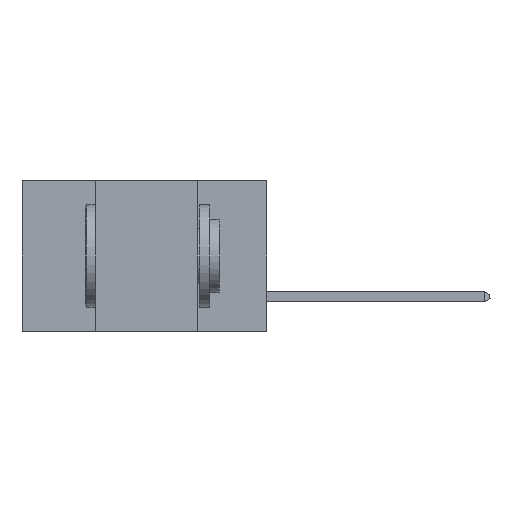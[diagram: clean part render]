
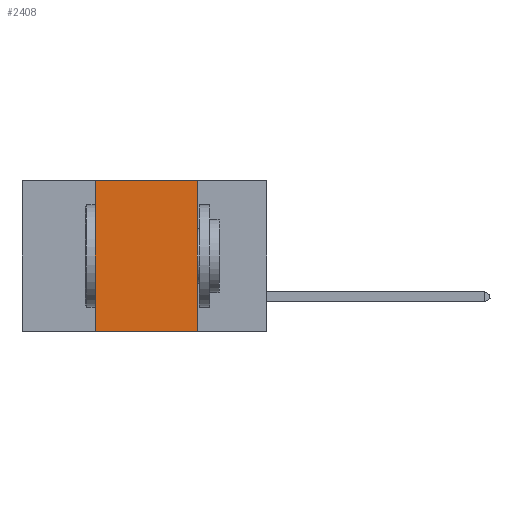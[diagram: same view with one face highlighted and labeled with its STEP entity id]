
A CAD part, left-side view. The second image highlights one B-rep face of the part: STEP entity #2408.
In plain terms, the highlighted planar face has unit normal (-1, 0, 0).
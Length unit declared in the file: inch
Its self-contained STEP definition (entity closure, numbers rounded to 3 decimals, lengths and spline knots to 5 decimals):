
#48 = EDGE_CURVE ( 'NONE', #11799, #4423, #7598, .T. ) ;
#150 = PLANE ( 'NONE',  #1054 ) ;
#393 = ORIENTED_EDGE ( 'NONE', *, *, #10974, .F. ) ;
#454 = VECTOR ( 'NONE', #5546, 39.37008 ) ;
#477 = CARTESIAN_POINT ( 'NONE',  ( 0., 0.42, -0.37 ) ) ;
#596 = ORIENTED_EDGE ( 'NONE', *, *, #48, .F. ) ;
#1054 = AXIS2_PLACEMENT_3D ( 'NONE', #11493, #6586, #7890 ) ;
#1617 = DIRECTION ( 'NONE',  ( 0., 0., -1. ) ) ;
#2366 = VERTEX_POINT ( 'NONE', #10038 ) ;
#2408 = ADVANCED_FACE ( 'NONE', ( #7208 ), #150, .F. ) ;
#2919 = CARTESIAN_POINT ( 'NONE',  ( 0., 0.42, 0. ) ) ;
#3729 = CARTESIAN_POINT ( 'NONE',  ( 0., 0.6, 0. ) ) ;
#3828 = VECTOR ( 'NONE', #11690, 39.37008 ) ;
#4423 = VERTEX_POINT ( 'NONE', #2919 ) ;
#4649 = CARTESIAN_POINT ( 'NONE',  ( 0., 0.42, 0. ) ) ;
#5129 = ORIENTED_EDGE ( 'NONE', *, *, #11002, .F. ) ;
#5546 = DIRECTION ( 'NONE',  ( 0., -1., 0. ) ) ;
#5619 = LINE ( 'NONE', #3729, #3828 ) ;
#6586 = DIRECTION ( 'NONE',  ( 1., 0., 0. ) ) ;
#6789 = ORIENTED_EDGE ( 'NONE', *, *, #11224, .T. ) ;
#7208 = FACE_OUTER_BOUND ( 'NONE', #9184, .T. ) ;
#7598 = LINE ( 'NONE', #4649, #10149 ) ;
#7890 = DIRECTION ( 'NONE',  ( 0., 0., -1. ) ) ;
#8603 = VECTOR ( 'NONE', #1617, 39.37008 ) ;
#8912 = VERTEX_POINT ( 'NONE', #12374 ) ;
#9184 = EDGE_LOOP ( 'NONE', ( #5129, #393, #596, #6789 ) ) ;
#10038 = CARTESIAN_POINT ( 'NONE',  ( 0., 0.17, 0. ) ) ;
#10149 = VECTOR ( 'NONE', #13448, 39.37008 ) ;
#10974 = EDGE_CURVE ( 'NONE', #4423, #2366, #5619, .T. ) ;
#11002 = EDGE_CURVE ( 'NONE', #2366, #8912, #12157, .T. ) ;
#11224 = EDGE_CURVE ( 'NONE', #11799, #8912, #13896, .T. ) ;
#11493 = CARTESIAN_POINT ( 'NONE',  ( 0., 0.6, 0. ) ) ;
#11690 = DIRECTION ( 'NONE',  ( 0., -1., 0. ) ) ;
#11727 = CARTESIAN_POINT ( 'NONE',  ( 0., 0.6, -0.37 ) ) ;
#11799 = VERTEX_POINT ( 'NONE', #477 ) ;
#12157 = LINE ( 'NONE', #14325, #8603 ) ;
#12374 = CARTESIAN_POINT ( 'NONE',  ( 0., 0.17, -0.37 ) ) ;
#13448 = DIRECTION ( 'NONE',  ( 0., 0., 1. ) ) ;
#13896 = LINE ( 'NONE', #11727, #454 ) ;
#14325 = CARTESIAN_POINT ( 'NONE',  ( 0., 0.17, 0. ) ) ;
